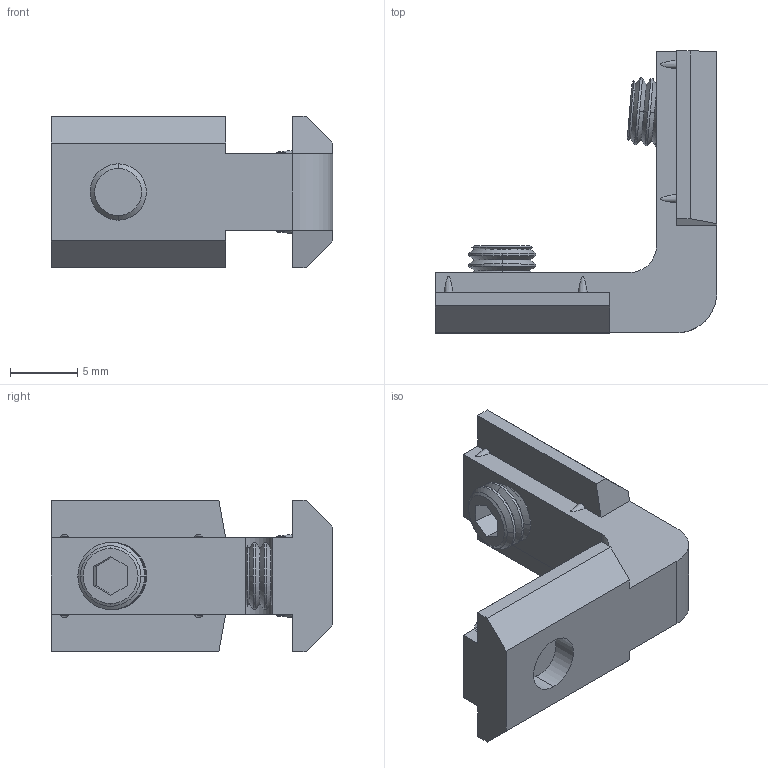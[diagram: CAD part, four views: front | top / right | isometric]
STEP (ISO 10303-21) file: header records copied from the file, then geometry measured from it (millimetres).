
FILE_DESCRIPTION (( 'STEP AP214' ), '1' );
FILE_NAME ('6266010', '2019-01-28T17:14:15', ( '' ), ('JUGARD+KÜNSTNER GmbH'), 'SwSTEP 2.0', 'SolidWorks 2017', '' );
FILE_SCHEMA (( 'AUTOMOTIVE_DESIGN' ));
Length unit declared in the file: millimetre
Products named in the file (1): 6266010
Bounding box: 21 x 21 x 11.3 mm (x, y, z)
Volume: 1294.6 mm3; surface area: 1457 mm2
Topology: 3 solids, 3 shells, 152 faces, 355 edges, 211 vertices
Faces by surface type: cone 76, plane 50, cylinder 26
Entity records: 4470 total; most frequent: CARTESIAN_POINT 895, DIRECTION 772, ORIENTED_EDGE 710, EDGE_CURVE 355, AXIS2_PLACEMENT_3D 280, LINE 212, VECTOR 212, VERTEX_POINT 211
